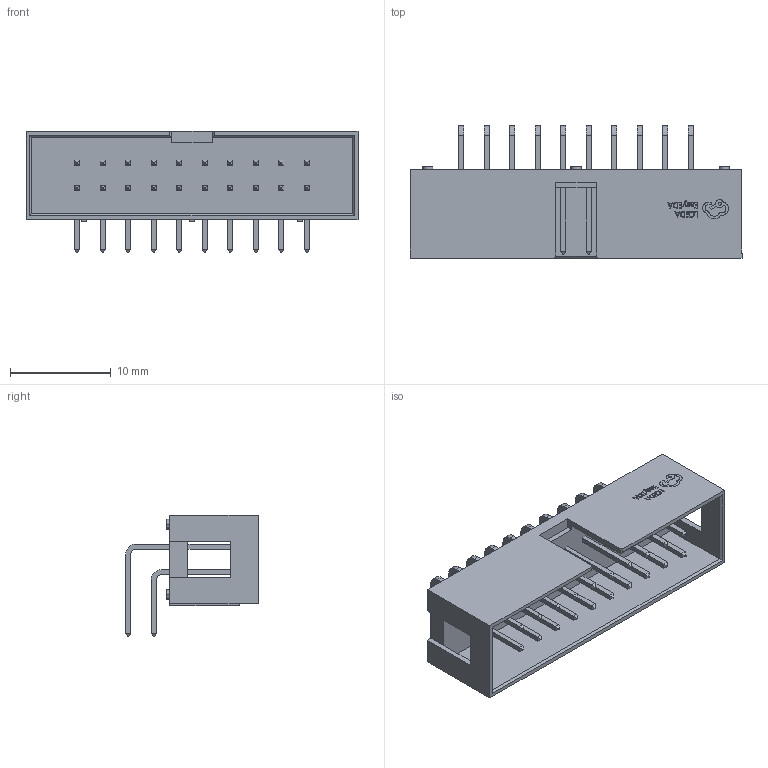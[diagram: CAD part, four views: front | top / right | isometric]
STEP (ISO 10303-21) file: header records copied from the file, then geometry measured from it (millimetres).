
FILE_DESCRIPTION (( 'STEP AP214' ), '1' );
FILE_NAME ('IDC-TH_Z-231012820106.step', '2022-07-02T14:51:31', ( '' ), ( '' ), 'SwSTEP 2.0', 'SolidWorks 2020', '' );
FILE_SCHEMA (( 'AUTOMOTIVE_DESIGN' ));
Length unit declared in the file: millimetre
Products named in the file (1): IDC-TH_Z-231012820106
Bounding box: 33.02 x 13.16 x 12.1 mm (x, y, z)
Volume: 875.1 mm3; surface area: 2621 mm2
Topology: 21 solids, 21 shells, 791 faces, 1931 edges, 1230 vertices
Faces by surface type: plane 634, bspline 105, cylinder 52
Entity records: 32526 total; most frequent: CARTESIAN_POINT 5878, ORIENTED_EDGE 3862, DIRECTION 3109, EDGE_CURVE 1931, VECTOR 1527, LINE 1527, VERTEX_POINT 1230, EDGE_LOOP 843
